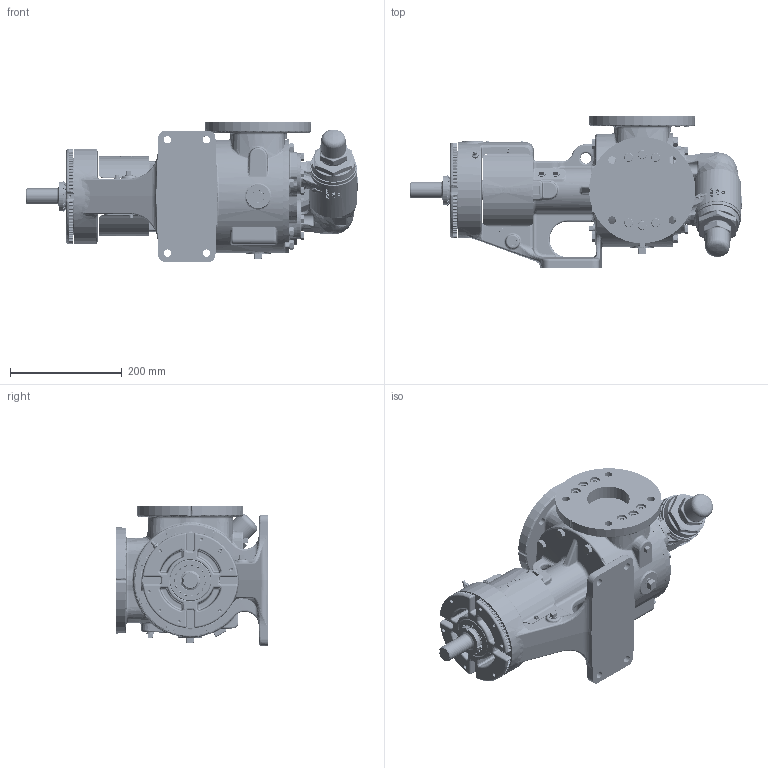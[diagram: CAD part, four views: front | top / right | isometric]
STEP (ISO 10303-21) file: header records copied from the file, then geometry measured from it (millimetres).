
FILE_DESCRIPTION (( 'STEP AP214' ), '1' );
FILE_NAME ('KV-2652.STEP', '2024-04-03T13:15:19', ( '' ), ( '' ), 'SwSTEP 2.0', 'SolidWorks 2022', '' );
FILE_SCHEMA (( 'AUTOMOTIVE_DESIGN' ));
Length unit declared in the file: inch
Products named in the file (1): KV-2652
Bounding box: 594.8 x 273.05 x 250.82 mm (x, y, z)
Volume: 10312496.9 mm3; surface area: 765466 mm2
Topology: 1 solids, 13 shells, 6241 faces, 15464 edges, 9433 vertices
Faces by surface type: bspline 2196, plane 1855, cone 933, cylinder 890, torus 216, sphere 151
Entity records: 379796 total; most frequent: CARTESIAN_POINT 168918, ORIENTED_EDGE 30646, DIRECTION 21427, EDGE_CURVE 15323, VERTEX_POINT 9422, AXIS2_PLACEMENT_3D 8063, EDGE_LOOP 6621, DIMENSIONAL_EXPONENTS 6244
